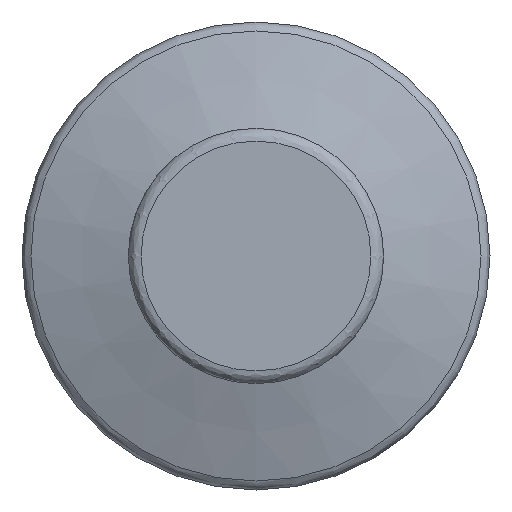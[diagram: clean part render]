
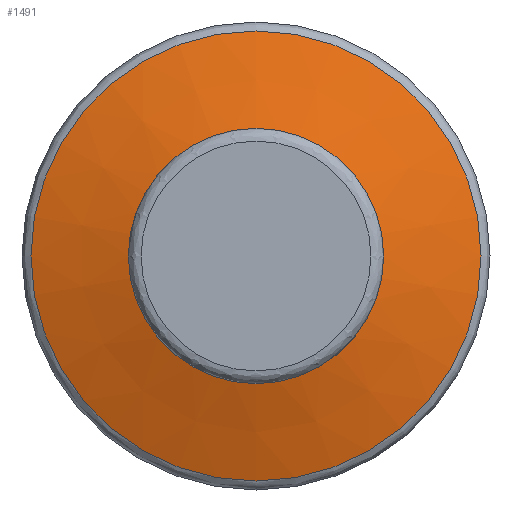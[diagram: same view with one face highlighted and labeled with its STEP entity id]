
A CAD part, front view. The second image highlights one B-rep face of the part: STEP entity #1491.
In plain terms, the highlighted conical face has half-angle 72.687 degrees and reference radius 5.289 mm.
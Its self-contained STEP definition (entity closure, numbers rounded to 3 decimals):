
#1491 = ADVANCED_FACE('',(#1492),#1505,.T.);
#1492 = FACE_BOUND('',#1493,.T.);
#1493 = EDGE_LOOP('',(#1494,#1532,#1555,#1582));
#1494 = ORIENTED_EDGE('',*,*,#1495,.T.);
#1495 = EDGE_CURVE('',#1496,#1496,#1498,.T.);
#1496 = VERTEX_POINT('',#1497);
#1497 = CARTESIAN_POINT('',(0.,-1.286,
    -5.289));
#1498 = SURFACE_CURVE('',#1499,(#1504,#1516),.PCURVE_S1.);
#1499 = CIRCLE('',#1500,5.289);
#1500 = AXIS2_PLACEMENT_3D('',#1501,#1502,#1503);
#1501 = CARTESIAN_POINT('',(0.,-1.286,
    0.));
#1502 = DIRECTION('',(0.,-1.,0.));
#1503 = DIRECTION('',(0.,0.,-1.));
#1504 = PCURVE('',#1505,#1510);
#1505 = CONICAL_SURFACE('',#1506,5.289,1.269);
#1506 = AXIS2_PLACEMENT_3D('',#1507,#1508,#1509);
#1507 = CARTESIAN_POINT('',(0.,-1.286,
    0.));
#1508 = DIRECTION('',(0.,1.,0.));
#1509 = DIRECTION('',(0.,0.,-1.));
#1510 = DEFINITIONAL_REPRESENTATION('',(#1511),#1515);
#1511 = LINE('',#1512,#1513);
#1512 = CARTESIAN_POINT('',(0.,0.));
#1513 = VECTOR('',#1514,1.);
#1514 = DIRECTION('',(-1.,-0.));
#1515 = ( GEOMETRIC_REPRESENTATION_CONTEXT(2) 
PARAMETRIC_REPRESENTATION_CONTEXT() REPRESENTATION_CONTEXT('2D SPACE',''
  ) );
#1516 = PCURVE('',#1517,#1526);
#1517 = SURFACE_OF_REVOLUTION('',#1518,#1523);
#1518 = CIRCLE('',#1519,0.3);
#1519 = AXIS2_PLACEMENT_3D('',#1520,#1521,#1522);
#1520 = CARTESIAN_POINT('',(0.,-1.,-5.2));
#1521 = DIRECTION('',(1.,0.,0.));
#1522 = DIRECTION('',(0.,1.,0.));
#1523 = AXIS1_PLACEMENT('',#1524,#1525);
#1524 = CARTESIAN_POINT('',(0.,0.,0.));
#1525 = DIRECTION('',(0.,-1.,0.));
#1526 = DEFINITIONAL_REPRESENTATION('',(#1527),#1531);
#1527 = LINE('',#1528,#1529);
#1528 = CARTESIAN_POINT('',(0.,3.444));
#1529 = VECTOR('',#1530,1.);
#1530 = DIRECTION('',(1.,0.));
#1531 = ( GEOMETRIC_REPRESENTATION_CONTEXT(2) 
PARAMETRIC_REPRESENTATION_CONTEXT() REPRESENTATION_CONTEXT('2D SPACE',''
  ) );
#1532 = ORIENTED_EDGE('',*,*,#1533,.T.);
#1533 = EDGE_CURVE('',#1496,#1534,#1536,.T.);
#1534 = VERTEX_POINT('',#1535);
#1535 = CARTESIAN_POINT('',(0.,-2.,-3.));
#1536 = SEAM_CURVE('',#1537,(#1541,#1548),.PCURVE_S1.);
#1537 = LINE('',#1538,#1539);
#1538 = CARTESIAN_POINT('',(0.,-1.286,
    -5.289));
#1539 = VECTOR('',#1540,1.);
#1540 = DIRECTION('',(0.,-0.298,0.955
    ));
#1541 = PCURVE('',#1505,#1542);
#1542 = DEFINITIONAL_REPRESENTATION('',(#1543),#1547);
#1543 = LINE('',#1544,#1545);
#1544 = CARTESIAN_POINT('',(-0.,-0.));
#1545 = VECTOR('',#1546,1.);
#1546 = DIRECTION('',(-0.,-1.));
#1547 = ( GEOMETRIC_REPRESENTATION_CONTEXT(2) 
PARAMETRIC_REPRESENTATION_CONTEXT() REPRESENTATION_CONTEXT('2D SPACE',''
  ) );
#1548 = PCURVE('',#1505,#1549);
#1549 = DEFINITIONAL_REPRESENTATION('',(#1550),#1554);
#1550 = LINE('',#1551,#1552);
#1551 = CARTESIAN_POINT('',(-6.283,-0.));
#1552 = VECTOR('',#1553,1.);
#1553 = DIRECTION('',(-0.,-1.));
#1554 = ( GEOMETRIC_REPRESENTATION_CONTEXT(2) 
PARAMETRIC_REPRESENTATION_CONTEXT() REPRESENTATION_CONTEXT('2D SPACE',''
  ) );
#1555 = ORIENTED_EDGE('',*,*,#1556,.F.);
#1556 = EDGE_CURVE('',#1534,#1534,#1557,.T.);
#1557 = SURFACE_CURVE('',#1558,(#1563,#1570),.PCURVE_S1.);
#1558 = CIRCLE('',#1559,3.);
#1559 = AXIS2_PLACEMENT_3D('',#1560,#1561,#1562);
#1560 = CARTESIAN_POINT('',(0.,-2.,0.)
  );
#1561 = DIRECTION('',(0.,-1.,0.));
#1562 = DIRECTION('',(0.,0.,-1.));
#1563 = PCURVE('',#1505,#1564);
#1564 = DEFINITIONAL_REPRESENTATION('',(#1565),#1569);
#1565 = LINE('',#1566,#1567);
#1566 = CARTESIAN_POINT('',(-0.,-0.714));
#1567 = VECTOR('',#1568,1.);
#1568 = DIRECTION('',(-1.,-0.));
#1569 = ( GEOMETRIC_REPRESENTATION_CONTEXT(2) 
PARAMETRIC_REPRESENTATION_CONTEXT() REPRESENTATION_CONTEXT('2D SPACE',''
  ) );
#1570 = PCURVE('',#1571,#1576);
#1571 = CYLINDRICAL_SURFACE('',#1572,3.);
#1572 = AXIS2_PLACEMENT_3D('',#1573,#1574,#1575);
#1573 = CARTESIAN_POINT('',(0.,-2.,0.)
  );
#1574 = DIRECTION('',(0.,1.,0.));
#1575 = DIRECTION('',(0.,0.,-1.));
#1576 = DEFINITIONAL_REPRESENTATION('',(#1577),#1581);
#1577 = LINE('',#1578,#1579);
#1578 = CARTESIAN_POINT('',(-0.,0.));
#1579 = VECTOR('',#1580,1.);
#1580 = DIRECTION('',(-1.,0.));
#1581 = ( GEOMETRIC_REPRESENTATION_CONTEXT(2) 
PARAMETRIC_REPRESENTATION_CONTEXT() REPRESENTATION_CONTEXT('2D SPACE',''
  ) );
#1582 = ORIENTED_EDGE('',*,*,#1533,.F.);
